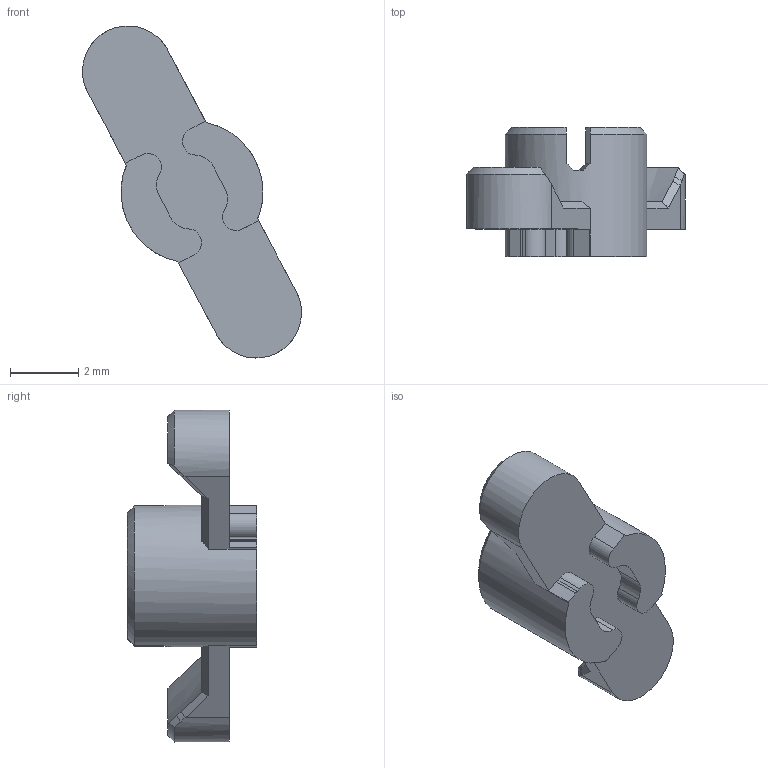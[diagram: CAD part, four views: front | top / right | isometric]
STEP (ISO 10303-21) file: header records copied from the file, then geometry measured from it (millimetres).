
FILE_DESCRIPTION(/* description */ (''),/* implementation_level */ '2;1');
FILE_NAME(/* name */ 'Cell-Lock Connector.step',/* time_stamp */ '2026-02-26T14:09:56-05:00',/* author */ (''),/* organization */ (''),/* preprocessor_version */ 'ST-DEVELOPER v20.1',/* originating_system */ 'Autodesk Translation Framework v14.21.0.0',/* authorisation */ '');
FILE_SCHEMA (('AUTOMOTIVE_DESIGN { 1 0 10303 214 3 1 1 }'));
Length unit declared in the file: millimetre
Products named in the file (2): Cell-Lock Hex; Component2
Assembly tree (1 placements, depth 2):
  Cell-Lock Hex
    Component2
Bounding box: 6.4 x 3.77 x 9.71 mm (x, y, z)
Volume: 61.7 mm3; surface area: 138.2 mm2
Topology: 1 solids, 1 shells, 65 faces, 189 edges, 126 vertices
Faces by surface type: plane 30, bspline 16, cylinder 13, cone 6
Full cylindrical faces by diameter (mm): 4.15 x1
Entity records: 2473 total; most frequent: CARTESIAN_POINT 819, ORIENTED_EDGE 378, DIRECTION 283, EDGE_CURVE 189, VERTEX_POINT 126, AXIS2_PLACEMENT_3D 102, LINE 79, VECTOR 79
